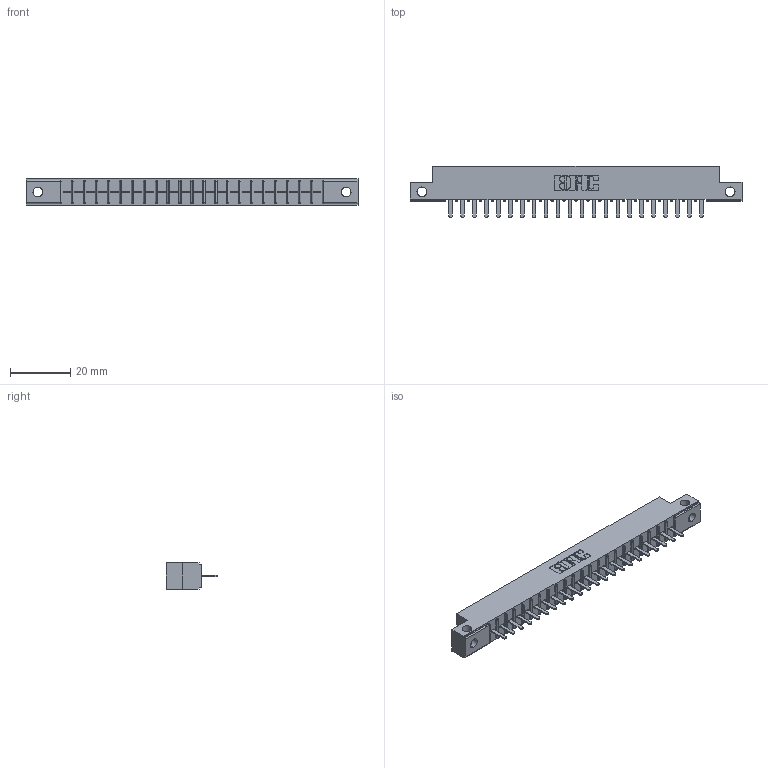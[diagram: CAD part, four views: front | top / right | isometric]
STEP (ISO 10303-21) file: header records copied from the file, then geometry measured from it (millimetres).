
FILE_DESCRIPTION (( 'STEP AP203' ), '1' );
FILE_NAME ('306-022-520-112.STEP', '2020-09-20T19:29:30', ( '' ), ( '' ), 'SwSTEP 2.0', 'SolidWorks 2020', '' );
FILE_SCHEMA (( 'CONFIG_CONTROL_DESIGN' ));
Length unit declared in the file: inch
Products named in the file (3): 306-290-001_120; 306-022-520-112; 306 Part_.128 Dia
Assembly tree (23 placements, depth 2):
  306-022-520-112
    306 Part_.128 Dia
    306-290-001_120  x22
Bounding box: 110.19 x 17.12 x 8.71 mm (x, y, z)
Volume: 7399.5 mm3; surface area: 10896.9 mm2
Topology: 23 solids, 23 shells, 1668 faces, 4686 edges, 3000 vertices
Faces by surface type: plane 1102, cylinder 478, sphere 88
Entity records: 23469 total; most frequent: CARTESIAN_POINT 3985, ORIENTED_EDGE 3904, DIRECTION 3870, EDGE_CURVE 1952, LINE 1500, VECTOR 1500, VERTEX_POINT 1236, AXIS2_PLACEMENT_3D 1185
